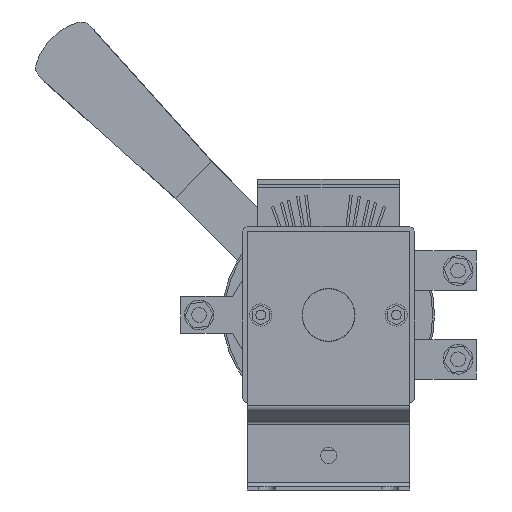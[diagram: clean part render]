
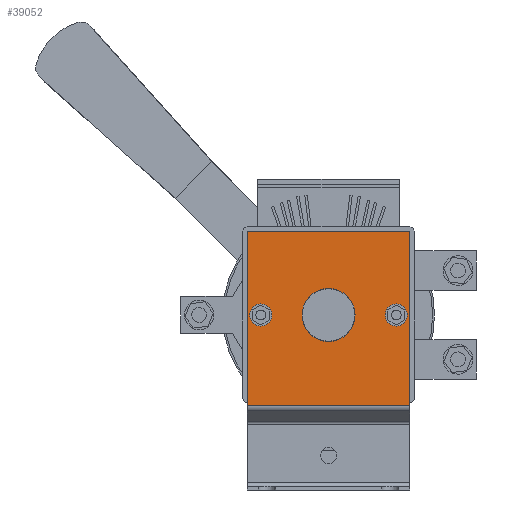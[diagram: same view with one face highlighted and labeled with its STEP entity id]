
A CAD part, left-side view. The second image highlights one B-rep face of the part: STEP entity #39052.
In plain terms, the highlighted planar face has unit normal (-1, 0, 0).
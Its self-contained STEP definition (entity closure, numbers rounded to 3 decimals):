
#1986 = VERTEX_POINT ( 'NONE', #73548 ) ;
#2232 = DIRECTION ( 'NONE',  ( 0., 0., -1. ) ) ;
#2275 = VECTOR ( 'NONE', #58914, 1000. ) ;
#6268 = AXIS2_PLACEMENT_3D ( 'NONE', #77720, #38493, #84165 ) ;
#6904 = CIRCLE ( 'NONE', #6268, 10.75 ) ;
#8591 = AXIS2_PLACEMENT_3D ( 'NONE', #19654, #65521, #26292 ) ;
#8674 = CARTESIAN_POINT ( 'NONE',  ( -68.5, -33., 0. ) ) ;
#9029 = ORIENTED_EDGE ( 'NONE', *, *, #57984, .T. ) ;
#9451 = VECTOR ( 'NONE', #64434, 1000. ) ;
#11171 = CIRCLE ( 'NONE', #8591, 4.5 ) ;
#11975 = CARTESIAN_POINT ( 'NONE',  ( -68.5, 33., 0. ) ) ;
#12945 = CARTESIAN_POINT ( 'NONE',  ( -68.5, 141.448, 34. ) ) ;
#13765 = VECTOR ( 'NONE', #15380, 1000. ) ;
#13940 = FACE_BOUND ( 'NONE', #62893, .T. ) ;
#14084 = CARTESIAN_POINT ( 'NONE',  ( -68.5, 0., -10.75 ) ) ;
#15298 = ORIENTED_EDGE ( 'NONE', *, *, #60900, .F. ) ;
#15380 = DIRECTION ( 'NONE',  ( 0., 0., -1. ) ) ;
#15884 = LINE ( 'NONE', #8674, #13765 ) ;
#18778 = VECTOR ( 'NONE', #25270, 1000. ) ;
#19167 = EDGE_LOOP ( 'NONE', ( #15298, #40970, #77880, #31797 ) ) ;
#19654 = CARTESIAN_POINT ( 'NONE',  ( -68.5, 27.5, 0. ) ) ;
#25270 = DIRECTION ( 'NONE',  ( 0., 0., -1. ) ) ;
#26292 = DIRECTION ( 'NONE',  ( 0., 0., -1. ) ) ;
#26960 = CIRCLE ( 'NONE', #71421, 4.5 ) ;
#27960 = VERTEX_POINT ( 'NONE', #40502 ) ;
#28703 = ORIENTED_EDGE ( 'NONE', *, *, #58511, .T. ) ;
#28775 = ORIENTED_EDGE ( 'NONE', *, *, #63056, .T. ) ;
#29879 = VERTEX_POINT ( 'NONE', #32262 ) ;
#30533 = CARTESIAN_POINT ( 'NONE',  ( -68.5, -27.5, 0. ) ) ;
#31468 = FACE_BOUND ( 'NONE', #73240, .T. ) ;
#31797 = ORIENTED_EDGE ( 'NONE', *, *, #62560, .F. ) ;
#32010 = VERTEX_POINT ( 'NONE', #48481 ) ;
#32262 = CARTESIAN_POINT ( 'NONE',  ( -68.5, 33., -36.638 ) ) ;
#36202 = VERTEX_POINT ( 'NONE', #74884 ) ;
#37085 = DIRECTION ( 'NONE',  ( 0., 0., -1. ) ) ;
#37356 = LINE ( 'NONE', #12945, #2275 ) ;
#38493 = DIRECTION ( 'NONE',  ( 1., 0., 0. ) ) ;
#39052 = ADVANCED_FACE ( 'NONE', ( #13940, #66326, #50898, #31468 ), #61262, .T. ) ;
#40203 = CARTESIAN_POINT ( 'NONE',  ( -68.5, 27.5, -4.5 ) ) ;
#40502 = CARTESIAN_POINT ( 'NONE',  ( -68.5, -27.5, -4.5 ) ) ;
#40970 = ORIENTED_EDGE ( 'NONE', *, *, #61300, .F. ) ;
#41716 = DIRECTION ( 'NONE',  ( -1., 0., 0. ) ) ;
#46970 = AXIS2_PLACEMENT_3D ( 'NONE', #74382, #41716, #2232 ) ;
#48481 = CARTESIAN_POINT ( 'NONE',  ( -68.5, 33., 34. ) ) ;
#50898 = FACE_OUTER_BOUND ( 'NONE', #19167, .T. ) ;
#53619 = LINE ( 'NONE', #11975, #18778 ) ;
#53684 = EDGE_LOOP ( 'NONE', ( #28703 ) ) ;
#57984 = EDGE_CURVE ( 'NONE', #84161, #84161, #11171, .T. ) ;
#58511 = EDGE_CURVE ( 'NONE', #82158, #82158, #6904, .T. ) ;
#58914 = DIRECTION ( 'NONE',  ( 0., -1., 0. ) ) ;
#60900 = EDGE_CURVE ( 'NONE', #36202, #1986, #15884, .T. ) ;
#61262 = PLANE ( 'NONE',  #46970 ) ;
#61300 = EDGE_CURVE ( 'NONE', #32010, #36202, #37356, .T. ) ;
#61932 = EDGE_CURVE ( 'NONE', #32010, #29879, #53619, .T. ) ;
#61954 = LINE ( 'NONE', #84010, #9451 ) ;
#62560 = EDGE_CURVE ( 'NONE', #1986, #29879, #61954, .T. ) ;
#62893 = EDGE_LOOP ( 'NONE', ( #9029 ) ) ;
#63056 = EDGE_CURVE ( 'NONE', #27960, #27960, #26960, .T. ) ;
#64434 = DIRECTION ( 'NONE',  ( 0., 1., 0. ) ) ;
#65521 = DIRECTION ( 'NONE',  ( 1., 0., 0. ) ) ;
#66326 = FACE_BOUND ( 'NONE', #53684, .T. ) ;
#71421 = AXIS2_PLACEMENT_3D ( 'NONE', #30533, #76313, #37085 ) ;
#73240 = EDGE_LOOP ( 'NONE', ( #28775 ) ) ;
#73548 = CARTESIAN_POINT ( 'NONE',  ( -68.5, -33., -36.638 ) ) ;
#74382 = CARTESIAN_POINT ( 'NONE',  ( -68.5, 141.448, 0. ) ) ;
#74884 = CARTESIAN_POINT ( 'NONE',  ( -68.5, -33., 34. ) ) ;
#76313 = DIRECTION ( 'NONE',  ( 1., 0., 0. ) ) ;
#77720 = CARTESIAN_POINT ( 'NONE',  ( -68.5, 0., 0. ) ) ;
#77880 = ORIENTED_EDGE ( 'NONE', *, *, #61932, .T. ) ;
#82158 = VERTEX_POINT ( 'NONE', #14084 ) ;
#84010 = CARTESIAN_POINT ( 'NONE',  ( -68.5, 33., -36.638 ) ) ;
#84161 = VERTEX_POINT ( 'NONE', #40203 ) ;
#84165 = DIRECTION ( 'NONE',  ( 0., 0., -1. ) ) ;
